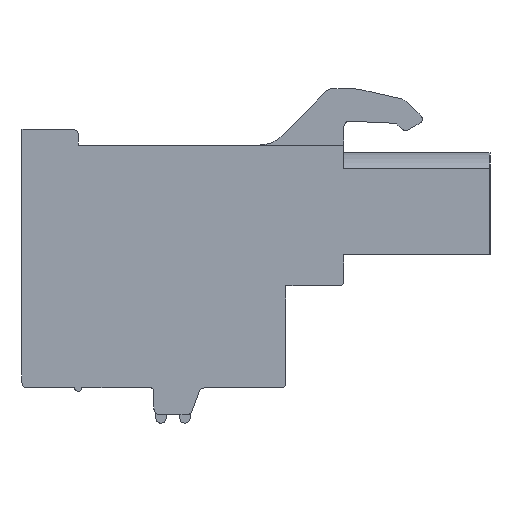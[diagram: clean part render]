
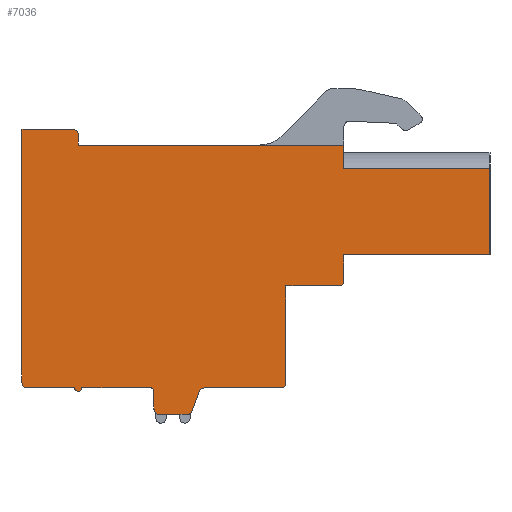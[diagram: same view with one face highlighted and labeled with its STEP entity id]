
A CAD part, left-side view. The second image highlights one B-rep face of the part: STEP entity #7036.
In plain terms, the highlighted planar face has unit normal (-1, 0, 0).
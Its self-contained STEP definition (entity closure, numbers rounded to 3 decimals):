
#1=CARTESIAN_POINT('',(0.,-5.36,-0.74));
#2=DIRECTION('',(-1.,0.,0.));
#3=DIRECTION('',(0.,0.,-1.));
#4=AXIS2_PLACEMENT_3D('',#1,#2,#3);
#6=CARTESIAN_POINT('',(0.,-2.06,-6.54));
#7=DIRECTION('',(1.,0.,0.));
#8=DIRECTION('',(0.,-1.,0.));
#9=AXIS2_PLACEMENT_3D('',#6,#7,#8);
#11=DIRECTION('',(0.,1.,0.));
#12=VECTOR('',#11,4.34);
#13=CARTESIAN_POINT('',(0.,-2.06,-6.84));
#14=LINE('',#13,#12);
#15=CARTESIAN_POINT('',(0.,2.28,-7.14));
#16=DIRECTION('',(-1.,0.,0.));
#17=DIRECTION('',(0.,0.,1.));
#18=AXIS2_PLACEMENT_3D('',#15,#16,#17);
#20=DIRECTION('',(0.,0.345,-0.939));
#21=VECTOR('',#20,1.179);
#22=CARTESIAN_POINT('',(0.,2.562,-7.037));
#23=LINE('',#22,#21);
#24=CARTESIAN_POINT('',(0.,3.25,-8.04));
#25=DIRECTION('',(1.,0.,0.));
#26=DIRECTION('',(0.,-0.939,-0.345));
#27=AXIS2_PLACEMENT_3D('',#24,#25,#26);
#29=DIRECTION('',(0.,1.,0.));
#30=VECTOR('',#29,1.59);
#31=CARTESIAN_POINT('',(0.,3.25,-8.34));
#32=LINE('',#31,#30);
#33=CARTESIAN_POINT('',(0.,4.84,-8.04));
#34=DIRECTION('',(1.,0.,0.));
#35=DIRECTION('',(0.,0.,-1.));
#36=AXIS2_PLACEMENT_3D('',#33,#34,#35);
#38=DIRECTION('',(0.,0.,1.));
#39=VECTOR('',#38,1.);
#40=CARTESIAN_POINT('',(0.,5.14,-8.04));
#41=LINE('',#40,#39);
#42=CARTESIAN_POINT('',(0.,5.34,-7.04));
#43=DIRECTION('',(-1.,0.,0.));
#44=DIRECTION('',(0.,-1.,0.));
#45=AXIS2_PLACEMENT_3D('',#42,#43,#44);
#47=DIRECTION('',(0.,1.,0.));
#48=VECTOR('',#47,3.9);
#49=CARTESIAN_POINT('',(0.,5.34,-6.84));
#50=LINE('',#49,#48);
#51=CARTESIAN_POINT('',(0.,9.44,-6.84));
#52=DIRECTION('',(1.,0.,0.));
#53=DIRECTION('',(0.,-1.,0.));
#54=AXIS2_PLACEMENT_3D('',#51,#52,#53);
#56=DIRECTION('',(0.,1.,0.));
#57=VECTOR('',#56,2.7);
#58=CARTESIAN_POINT('',(0.,9.64,-6.84));
#59=LINE('',#58,#57);
#60=CARTESIAN_POINT('',(0.,12.34,-6.54));
#61=DIRECTION('',(1.,0.,0.));
#62=DIRECTION('',(0.,0.,-1.));
#63=AXIS2_PLACEMENT_3D('',#60,#61,#62);
#65=DIRECTION('',(0.,0.,1.));
#66=VECTOR('',#65,0.5);
#67=CARTESIAN_POINT('',(0.,12.64,-6.54));
#68=LINE('',#67,#66);
#69=DIRECTION('',(0.,0.,1.));
#70=VECTOR('',#69,13.9);
#71=CARTESIAN_POINT('',(0.,12.64,-6.04));
#72=LINE('',#71,#70);
#73=DIRECTION('',(0.,-1.,0.));
#74=VECTOR('',#73,2.9);
#75=CARTESIAN_POINT('',(0.,12.64,7.86));
#76=LINE('',#75,#74);
#77=CARTESIAN_POINT('',(0.,9.74,7.56));
#78=DIRECTION('',(1.,0.,0.));
#79=DIRECTION('',(0.,0.,1.));
#80=AXIS2_PLACEMENT_3D('',#77,#78,#79);
#82=DIRECTION('',(0.,0.,-1.));
#83=VECTOR('',#82,0.6);
#84=CARTESIAN_POINT('',(0.,9.44,7.56));
#85=LINE('',#84,#83);
#86=DIRECTION('',(0.,-1.,0.));
#87=VECTOR('',#86,15.1);
#88=CARTESIAN_POINT('',(0.,9.44,6.96));
#89=LINE('',#88,#87);
#90=DIRECTION('',(0.,1.,0.));
#91=VECTOR('',#90,8.3);
#92=CARTESIAN_POINT('',(0.,-13.96,5.635));
#93=LINE('',#92,#91);
#94=DIRECTION('',(0.,1.,0.));
#95=VECTOR('',#94,8.3);
#96=CARTESIAN_POINT('',(0.,-13.96,0.73));
#97=LINE('',#96,#95);
#98=DIRECTION('',(0.,0.,-1.));
#99=VECTOR('',#98,1.47);
#100=CARTESIAN_POINT('',(0.,-5.66,0.73));
#101=LINE('',#100,#99);
#606=DIRECTION('',(0.,0.,1.));
#607=VECTOR('',#606,4.905);
#608=CARTESIAN_POINT('',(0.,-13.96,0.73));
#609=LINE('',#608,#607);
#935=DIRECTION('',(0.,0.,1.));
#936=VECTOR('',#935,1.325);
#937=CARTESIAN_POINT('',(0.,-5.66,5.635));
#938=LINE('',#937,#936);
#3042=DIRECTION('',(0.,0.,1.));
#3043=VECTOR('',#3042,5.5);
#3044=CARTESIAN_POINT('',(0.,-2.36,-6.54));
#3045=LINE('',#3044,#3043);
#3050=DIRECTION('',(0.,-1.,0.));
#3051=VECTOR('',#3050,3.);
#3052=CARTESIAN_POINT('',(0.,-2.36,-1.04));
#3053=LINE('',#3052,#3051);
#5315=CARTESIAN_POINT('',(0.,12.34,-6.84));
#5316=CARTESIAN_POINT('',(0.,12.64,-6.54));
#5317=VERTEX_POINT('',#5315);
#5318=VERTEX_POINT('',#5316);
#5319=CARTESIAN_POINT('',(0.,12.64,-6.04));
#5320=VERTEX_POINT('',#5319);
#5321=CARTESIAN_POINT('',(0.,12.64,7.86));
#5322=VERTEX_POINT('',#5321);
#5323=CARTESIAN_POINT('',(0.,9.74,7.86));
#5324=VERTEX_POINT('',#5323);
#5325=CARTESIAN_POINT('',(0.,9.44,7.56));
#5326=VERTEX_POINT('',#5325);
#5327=CARTESIAN_POINT('',(0.,9.44,6.96));
#5328=VERTEX_POINT('',#5327);
#5329=CARTESIAN_POINT('',(0.,-5.66,6.96));
#5330=VERTEX_POINT('',#5329);
#5331=CARTESIAN_POINT('',(0.,-13.96,0.73));
#5332=CARTESIAN_POINT('',(0.,-5.66,0.73));
#5333=VERTEX_POINT('',#5331);
#5334=VERTEX_POINT('',#5332);
#5335=CARTESIAN_POINT('',(0.,-2.36,-6.54));
#5336=CARTESIAN_POINT('',(0.,-2.06,-6.84));
#5337=VERTEX_POINT('',#5335);
#5338=VERTEX_POINT('',#5336);
#5339=CARTESIAN_POINT('',(0.,2.28,-6.84));
#5340=VERTEX_POINT('',#5339);
#5341=CARTESIAN_POINT('',(0.,2.562,-7.037));
#5342=VERTEX_POINT('',#5341);
#5343=CARTESIAN_POINT('',(0.,2.968,-8.143));
#5344=VERTEX_POINT('',#5343);
#5345=CARTESIAN_POINT('',(0.,3.25,-8.34));
#5346=VERTEX_POINT('',#5345);
#5347=CARTESIAN_POINT('',(0.,4.84,-8.34));
#5348=VERTEX_POINT('',#5347);
#5349=CARTESIAN_POINT('',(0.,5.14,-8.04));
#5350=VERTEX_POINT('',#5349);
#5351=CARTESIAN_POINT('',(0.,5.14,-7.04));
#5352=VERTEX_POINT('',#5351);
#5353=CARTESIAN_POINT('',(0.,5.34,-6.84));
#5354=VERTEX_POINT('',#5353);
#5355=CARTESIAN_POINT('',(0.,9.24,-6.84));
#5356=VERTEX_POINT('',#5355);
#5357=CARTESIAN_POINT('',(0.,9.64,-6.84));
#5358=VERTEX_POINT('',#5357);
#5651=CARTESIAN_POINT('',(0.,-13.96,5.635));
#5652=CARTESIAN_POINT('',(0.,-5.66,5.635));
#5653=VERTEX_POINT('',#5651);
#5654=VERTEX_POINT('',#5652);
#6827=CARTESIAN_POINT('',(0.,-5.36,-1.04));
#6828=CARTESIAN_POINT('',(0.,-5.66,-0.74));
#6829=VERTEX_POINT('',#6827);
#6830=VERTEX_POINT('',#6828);
#6831=CARTESIAN_POINT('',(0.,-2.36,-1.04));
#6832=VERTEX_POINT('',#6831);
#6975=CARTESIAN_POINT('',(0.,0.,0.));
#6976=DIRECTION('',(1.,0.,0.));
#6977=DIRECTION('',(0.,-1.,0.));
#6978=AXIS2_PLACEMENT_3D('',#6975,#6976,#6977);
#6979=PLANE('',#6978);
#6981=ORIENTED_EDGE('',*,*,#6980,.F.);
#6983=ORIENTED_EDGE('',*,*,#6982,.F.);
#6985=ORIENTED_EDGE('',*,*,#6984,.F.);
#6987=ORIENTED_EDGE('',*,*,#6986,.T.);
#6989=ORIENTED_EDGE('',*,*,#6988,.T.);
#6991=ORIENTED_EDGE('',*,*,#6990,.T.);
#6993=ORIENTED_EDGE('',*,*,#6992,.T.);
#6995=ORIENTED_EDGE('',*,*,#6994,.T.);
#6997=ORIENTED_EDGE('',*,*,#6996,.T.);
#6999=ORIENTED_EDGE('',*,*,#6998,.T.);
#7001=ORIENTED_EDGE('',*,*,#7000,.T.);
#7003=ORIENTED_EDGE('',*,*,#7002,.T.);
#7005=ORIENTED_EDGE('',*,*,#7004,.T.);
#7007=ORIENTED_EDGE('',*,*,#7006,.T.);
#7009=ORIENTED_EDGE('',*,*,#7008,.T.);
#7011=ORIENTED_EDGE('',*,*,#7010,.T.);
#7013=ORIENTED_EDGE('',*,*,#7012,.T.);
#7015=ORIENTED_EDGE('',*,*,#7014,.T.);
#7017=ORIENTED_EDGE('',*,*,#7016,.T.);
#7019=ORIENTED_EDGE('',*,*,#7018,.T.);
#7021=ORIENTED_EDGE('',*,*,#7020,.T.);
#7023=ORIENTED_EDGE('',*,*,#7022,.T.);
#7025=ORIENTED_EDGE('',*,*,#7024,.F.);
#7027=ORIENTED_EDGE('',*,*,#7026,.F.);
#7029=ORIENTED_EDGE('',*,*,#7028,.F.);
#7031=ORIENTED_EDGE('',*,*,#7030,.T.);
#7033=ORIENTED_EDGE('',*,*,#7032,.T.);
#7034=EDGE_LOOP('',(#6981,#6983,#6985,#6987,#6989,#6991,#6993,#6995,#6997,#6999,
#7001,#7003,#7005,#7007,#7009,#7011,#7013,#7015,#7017,#7019,#7021,#7023,#7025,
#7027,#7029,#7031,#7033));
#7035=FACE_OUTER_BOUND('',#7034,.F.);
#7036=ADVANCED_FACE('',(#7035),#6979,.F.);
#5=CIRCLE('',#4,0.3);
#10=CIRCLE('',#9,0.3);
#19=CIRCLE('',#18,0.3);
#28=CIRCLE('',#27,0.3);
#37=CIRCLE('',#36,0.3);
#46=CIRCLE('',#45,0.2);
#55=CIRCLE('',#54,0.2);
#64=CIRCLE('',#63,0.3);
#81=CIRCLE('',#80,0.3);
#6980=EDGE_CURVE('',#6829,#6830,#5,.T.);
#6982=EDGE_CURVE('',#6832,#6829,#3053,.T.);
#6984=EDGE_CURVE('',#5337,#6832,#3045,.T.);
#6986=EDGE_CURVE('',#5337,#5338,#10,.T.);
#6988=EDGE_CURVE('',#5338,#5340,#14,.T.);
#6990=EDGE_CURVE('',#5340,#5342,#19,.T.);
#6992=EDGE_CURVE('',#5342,#5344,#23,.T.);
#6994=EDGE_CURVE('',#5344,#5346,#28,.T.);
#6996=EDGE_CURVE('',#5346,#5348,#32,.T.);
#6998=EDGE_CURVE('',#5348,#5350,#37,.T.);
#7000=EDGE_CURVE('',#5350,#5352,#41,.T.);
#7002=EDGE_CURVE('',#5352,#5354,#46,.T.);
#7004=EDGE_CURVE('',#5354,#5356,#50,.T.);
#7006=EDGE_CURVE('',#5356,#5358,#55,.T.);
#7008=EDGE_CURVE('',#5358,#5317,#59,.T.);
#7010=EDGE_CURVE('',#5317,#5318,#64,.T.);
#7012=EDGE_CURVE('',#5318,#5320,#68,.T.);
#7014=EDGE_CURVE('',#5320,#5322,#72,.T.);
#7016=EDGE_CURVE('',#5322,#5324,#76,.T.);
#7018=EDGE_CURVE('',#5324,#5326,#81,.T.);
#7020=EDGE_CURVE('',#5326,#5328,#85,.T.);
#7022=EDGE_CURVE('',#5328,#5330,#89,.T.);
#7024=EDGE_CURVE('',#5654,#5330,#938,.T.);
#7026=EDGE_CURVE('',#5653,#5654,#93,.T.);
#7028=EDGE_CURVE('',#5333,#5653,#609,.T.);
#7030=EDGE_CURVE('',#5333,#5334,#97,.T.);
#7032=EDGE_CURVE('',#5334,#6830,#101,.T.);
